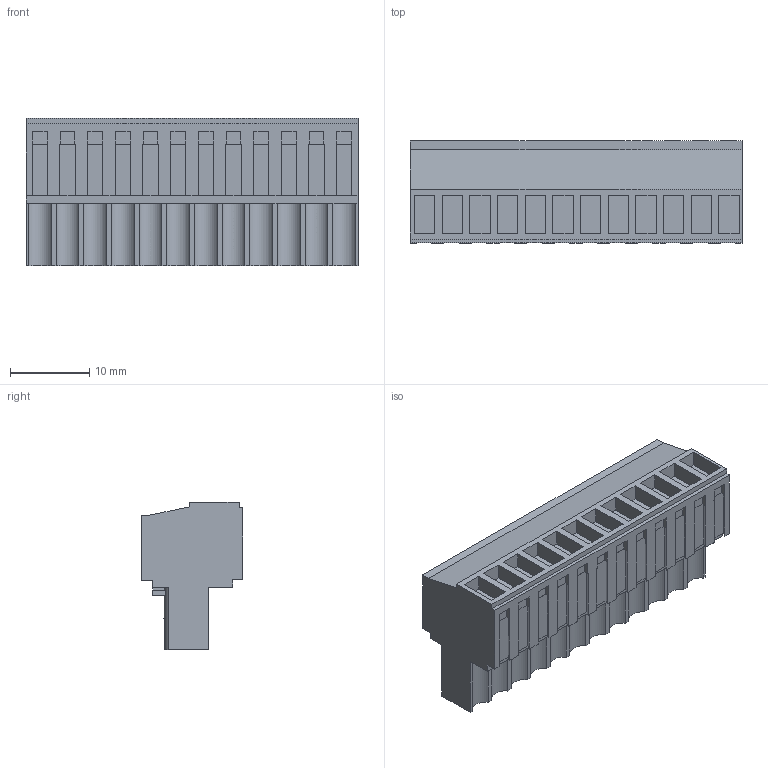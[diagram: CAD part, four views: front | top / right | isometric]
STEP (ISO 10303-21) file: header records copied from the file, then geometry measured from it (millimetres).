
FILE_DESCRIPTION(('CATIA V5 STEP Exchange','CAx-IF Rec.Pracs.--- Model Styling and Organization---1.2---2011-12-15'),'2;1');
FILE_NAME ('D1453545_0_1615730000_1615730000.stp','2017-04-25T09:05:39+00:00',('none'),('Weidmueller'),'CATIA Version 5-6 Release 2014','CATIA V5 STEP AP214','none');
FILE_SCHEMA(('AUTOMOTIVE_DESIGN { 1 0 10303 214 1 1 1 1 }'));
Length unit declared in the file: millimetre
Products named in the file (1): 1615730000
Bounding box: 42 x 12.9 x 18.7 mm (x, y, z)
Volume: 6205.3 mm3; surface area: 4839 mm2
Topology: 13 solids, 13 shells, 715 faces, 2011 edges, 1370 vertices
Faces by surface type: plane 643, cylinder 72
Entity records: 20971 total; most frequent: ORIENTED_EDGE 4022, CARTESIAN_POINT 3750, DIRECTION 2747, EDGE_CURVE 2011, VECTOR 1747, LINE 1747, VERTEX_POINT 1370, EDGE_LOOP 763
